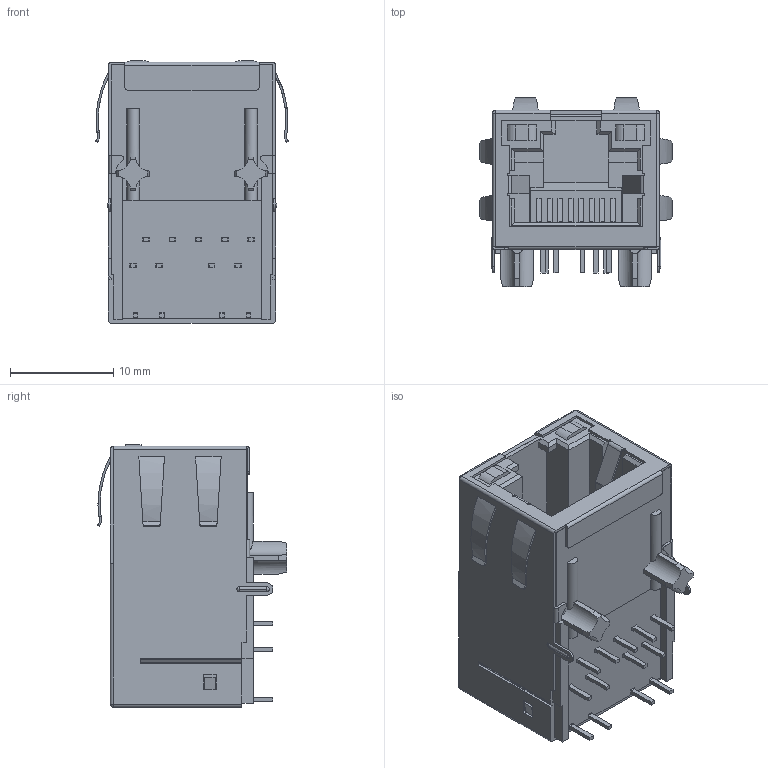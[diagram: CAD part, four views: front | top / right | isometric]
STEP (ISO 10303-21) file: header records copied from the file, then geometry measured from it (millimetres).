
FILE_DESCRIPTION(/* description */ (''),/* implementation_level */ '2;1');
FILE_NAME(/* name */ 'HR971169C.step',/* time_stamp */ '2020-06-28T17:32:44+02:00',/* author */ (''),/* organization */ (''),/* preprocessor_version */ 'ST-DEVELOPER v18.1',/* originating_system */ 'Autodesk Translation Framework v9.3.0.1241',/* authorisation */ '');
FILE_SCHEMA (('AUTOMOTIVE_DESIGN { 1 0 10303 214 3 1 1 }'));
Length unit declared in the file: millimetre
Products named in the file (1): c-5-2301994-8-a-3d
Bounding box: 18.75 x 18.37 x 25.45 mm (x, y, z)
Volume: 4458.3 mm3; surface area: 2872.5 mm2
Topology: 1 solids, 1 shells, 462 faces, 1261 edges, 822 vertices
Faces by surface type: plane 344, cylinder 100, bspline 16, sphere 2
Entity records: 14900 total; most frequent: CARTESIAN_POINT 2920, ORIENTED_EDGE 2514, DIRECTION 2365, EDGE_CURVE 1257, LINE 1019, VECTOR 1019, VERTEX_POINT 822, AXIS2_PLACEMENT_3D 673
